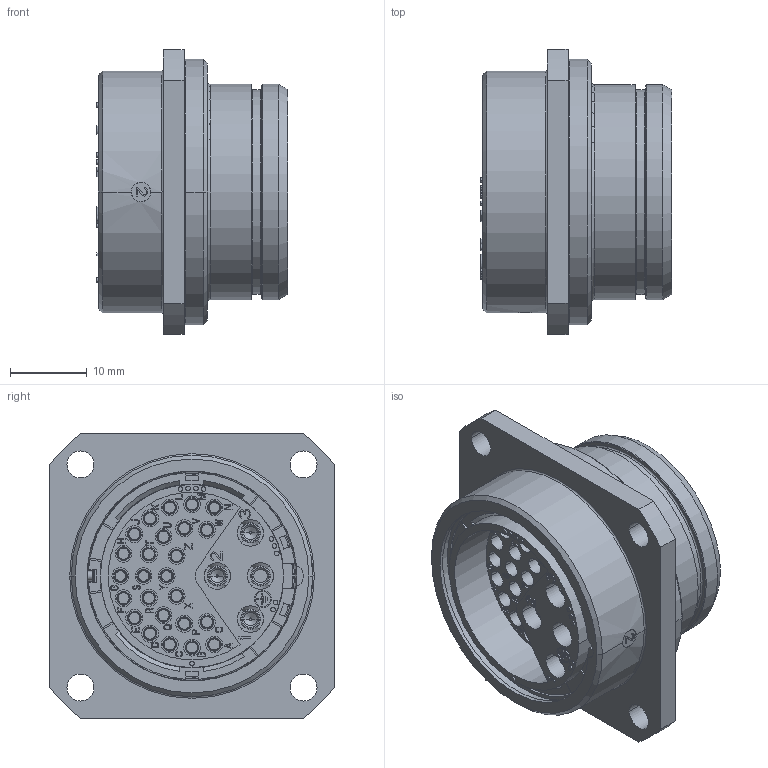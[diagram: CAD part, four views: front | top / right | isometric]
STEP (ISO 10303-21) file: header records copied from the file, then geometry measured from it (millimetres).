
FILE_DESCRIPTION((''),'2;1');
FILE_NAME('1331E529FS','2024-07-24T08:00:24',('paultorloting'),('NET AG system integration'),'CREO PARAMETRIC BY PTC INC, 2021404','CREO PARAMETRIC BY PTC INC, 2021404','');
FILE_SCHEMA(('AUTOMOTIVE_DESIGN { 1 0 10303 214 1 1 1 1 }'));
Products named in the file (1): 1331E529FS
Bounding box: 24.95 x 37 x 37 mm (x, y, z)
Volume: 14979 mm3; surface area: 14324.8 mm2
Topology: 1 solids, 22 shells, 2650 faces, 6769 edges, 4381 vertices
Faces by surface type: plane 1776, cylinder 491, cone 218, torus 148, bspline 17
Entity records: 99131 total; most frequent: CARTESIAN_POINT 15833, ORIENTED_EDGE 13442, DIRECTION 13327, EDGE_CURVE 6721, VECTOR 5004, LINE 5004, VERTEX_POINT 4381, AXIS2_PLACEMENT_3D 4160
